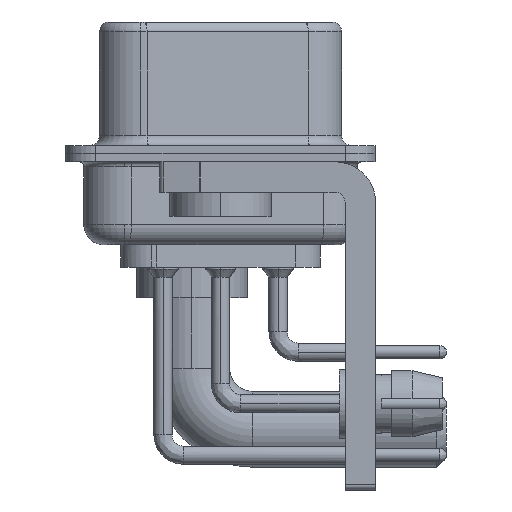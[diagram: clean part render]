
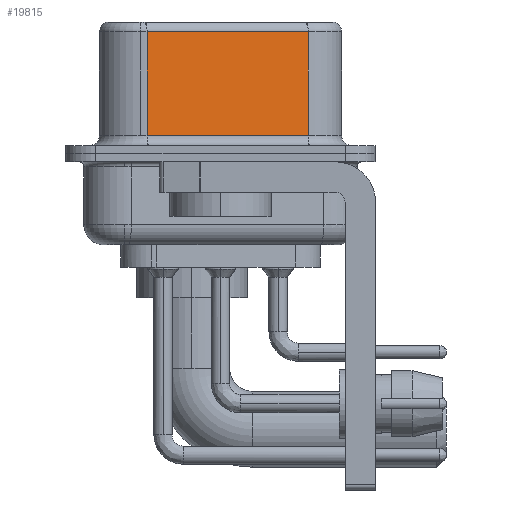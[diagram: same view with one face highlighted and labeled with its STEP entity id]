
A CAD part, left-side view. The second image highlights one B-rep face of the part: STEP entity #19815.
In plain terms, the highlighted planar face has unit normal (-0.985, -0.174, 0).
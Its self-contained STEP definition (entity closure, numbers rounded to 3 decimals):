
#7 = VECTOR ( 'NONE', #34769, 1000. ) ;
#1112 = VECTOR ( 'NONE', #24130, 1000. ) ;
#1117 = ORIENTED_EDGE ( 'NONE', *, *, #34763, .T. ) ;
#1344 = EDGE_CURVE ( 'NONE', #33641, #33431, #25301, .T. ) ;
#1411 = LINE ( 'NONE', #25715, #7 ) ;
#1734 = EDGE_CURVE ( 'NONE', #7752, #29689, #16348, .T. ) ;
#2955 = AXIS2_PLACEMENT_3D ( 'NONE', #20184, #38284, #19600 ) ;
#3538 = CARTESIAN_POINT ( 'NONE',  ( 3.73, 3.628, 0.9 ) ) ;
#4805 = CARTESIAN_POINT ( 'NONE',  ( 5.132, -4.322, 6.52 ) ) ;
#5549 = CARTESIAN_POINT ( 'NONE',  ( 5.132, -4.322, 0.9 ) ) ;
#6866 = CARTESIAN_POINT ( 'NONE',  ( 5.132, -4.322, 6.02 ) ) ;
#7647 = DIRECTION ( 'NONE',  ( 0., 0., -1. ) ) ;
#7752 = VERTEX_POINT ( 'NONE', #19304 ) ;
#8860 = VECTOR ( 'NONE', #7647, 1000. ) ;
#10153 = VECTOR ( 'NONE', #16158, 1000. ) ;
#10895 = ORIENTED_EDGE ( 'NONE', *, *, #1344, .T. ) ;
#13909 = FACE_OUTER_BOUND ( 'NONE', #28889, .T. ) ;
#15870 = CARTESIAN_POINT ( 'NONE',  ( 3.73, 3.628, 6.52 ) ) ;
#16158 = DIRECTION ( 'NONE',  ( 0., 0., -1. ) ) ;
#16348 = LINE ( 'NONE', #4805, #10153 ) ;
#17787 = ORIENTED_EDGE ( 'NONE', *, *, #22622, .T. ) ;
#18612 = LINE ( 'NONE', #6866, #1112 ) ;
#19304 = CARTESIAN_POINT ( 'NONE',  ( 5.132, -4.322, 6.02 ) ) ;
#19600 = DIRECTION ( 'NONE',  ( -0.174, 0.985, 0. ) ) ;
#19815 = ADVANCED_FACE ( 'NONE', ( #13909 ), #38479, .F. ) ;
#20184 = CARTESIAN_POINT ( 'NONE',  ( 5.132, -4.322, 6.52 ) ) ;
#22622 = EDGE_CURVE ( 'NONE', #33431, #29689, #1411, .T. ) ;
#22907 = ORIENTED_EDGE ( 'NONE', *, *, #1734, .F. ) ;
#22911 = CARTESIAN_POINT ( 'NONE',  ( 3.73, 3.628, 6.02 ) ) ;
#24130 = DIRECTION ( 'NONE',  ( -0.174, 0.985, 0. ) ) ;
#25301 = LINE ( 'NONE', #15870, #8860 ) ;
#25715 = CARTESIAN_POINT ( 'NONE',  ( 5.132, -4.322, 0.9 ) ) ;
#28889 = EDGE_LOOP ( 'NONE', ( #22907, #1117, #10895, #17787 ) ) ;
#29689 = VERTEX_POINT ( 'NONE', #5549 ) ;
#33431 = VERTEX_POINT ( 'NONE', #3538 ) ;
#33641 = VERTEX_POINT ( 'NONE', #22911 ) ;
#34763 = EDGE_CURVE ( 'NONE', #7752, #33641, #18612, .T. ) ;
#34769 = DIRECTION ( 'NONE',  ( 0.174, -0.985, 0. ) ) ;
#38284 = DIRECTION ( 'NONE',  ( 0.985, 0.174, 0. ) ) ;
#38479 = PLANE ( 'NONE',  #2955 ) ;
